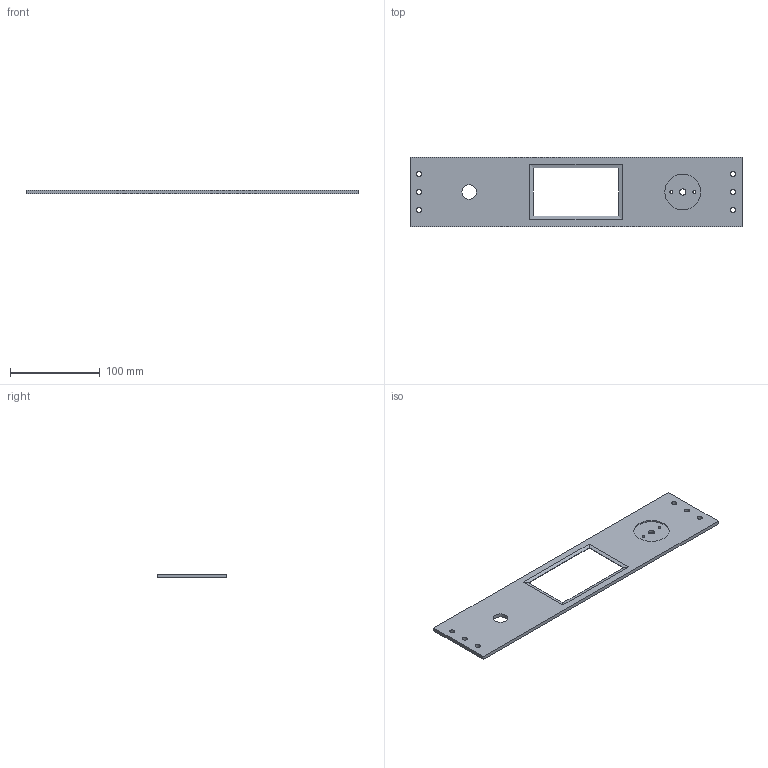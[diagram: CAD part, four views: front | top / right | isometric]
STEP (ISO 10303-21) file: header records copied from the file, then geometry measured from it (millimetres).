
FILE_DESCRIPTION(('FreeCAD Model'),'2;1');
FILE_NAME('FAV_preamp_140520_v3.step', '2020-05-15T12:05:34',('Author'),(''), 'Open CASCADE STEP processor 7.3','FreeCAD','Unknown');
FILE_SCHEMA(('AUTOMOTIVE_DESIGN { 1 0 10303 214 1 1 1 1 }'));
Length unit declared in the file: millimetre
Products named in the file (1): Compound001
Bounding box: 370 x 78 x 4 mm (x, y, z)
Volume: 85396.8 mm3; surface area: 52136.6 mm2
Topology: 1 solids, 1 shells, 45 faces, 103 edges, 66 vertices
Faces by surface type: plane 30, cylinder 15
Full cylindrical faces by diameter (mm): 2 x4, 3.2 x2, 5.5 x6, 7 x1, 16.2 x1, 40 x1
Entity records: 2974 total; most frequent: CARTESIAN_POINT 447, DIRECTION 420, LINE 241, VECTOR 241, ORIENTED_EDGE 206, PCURVE 206, DEFINITIONAL_REPRESENTATION 206, EDGE_CURVE 103
